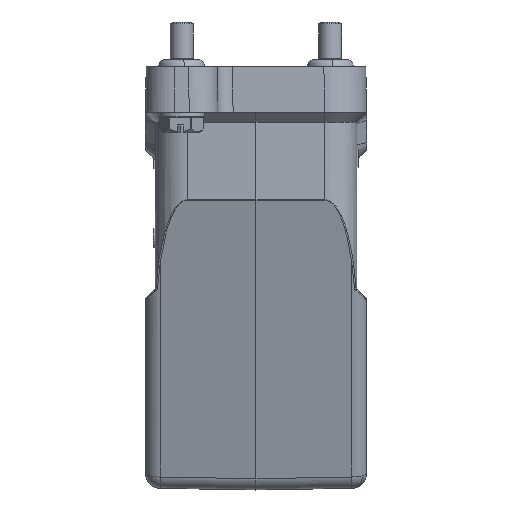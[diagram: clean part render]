
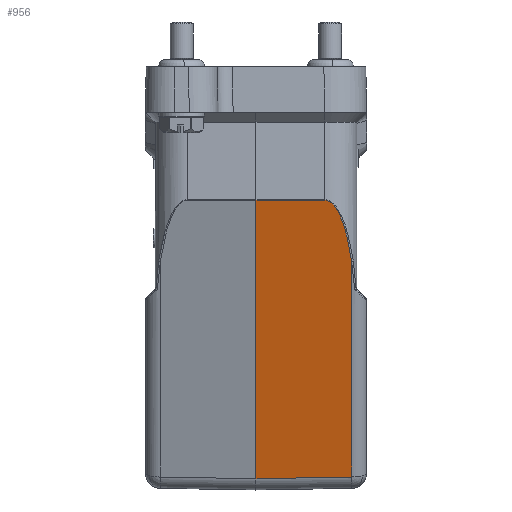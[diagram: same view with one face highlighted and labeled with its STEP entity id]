
A CAD part, left-side view. The second image highlights one B-rep face of the part: STEP entity #956.
In plain terms, the highlighted planar face has unit normal (-0.966, -0.018, -0.259).
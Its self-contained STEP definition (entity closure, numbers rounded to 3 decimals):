
#436=PLANE('',#9233);
#956=ADVANCED_FACE('NONE',(#1575),#436,.F.);
#1575=FACE_OUTER_BOUND('',#2105,.T.);
#2105=EDGE_LOOP('',(#3262,#3263,#3264,#3265,#3266));
#2714=B_SPLINE_CURVE_WITH_KNOTS('',3,(#13395,#13396,#13397,#13398,#13399,
#13400,#13401,#13402,#13403,#13404,#13405,#13406,#13407,#13408,#13409,#13410,
#13411,#13412,#13413,#13414),.UNSPECIFIED.,.F.,.F.,(4,2,2,2,2,2,2,2,2,4),
(0.,0.031,0.063,0.125,0.188,0.25,0.375,0.5,0.75,
1.),.UNSPECIFIED.);
#3262=ORIENTED_EDGE('',*,*,#6668,.T.);
#3263=ORIENTED_EDGE('',*,*,#6565,.F.);
#3264=ORIENTED_EDGE('',*,*,#6664,.F.);
#3265=ORIENTED_EDGE('',*,*,#6669,.F.);
#3266=ORIENTED_EDGE('',*,*,#6670,.F.);
#5735=VERTEX_POINT('',#12623);
#5736=VERTEX_POINT('',#12632);
#5796=VERTEX_POINT('',#13351);
#5798=VERTEX_POINT('',#13394);
#5799=VERTEX_POINT('',#13415);
#6565=EDGE_CURVE('NONE',#5735,#5736,#7850,.T.);
#6664=EDGE_CURVE('NONE',#5796,#5735,#7888,.T.);
#6668=EDGE_CURVE('NONE',#5798,#5736,#7889,.T.);
#6669=EDGE_CURVE('NONE',#5799,#5796,#2714,.T.);
#6670=EDGE_CURVE('NONE',#5798,#5799,#7890,.T.);
#7850=LINE('',#12631,#8546);
#7888=LINE('',#13352,#8584);
#7889=LINE('',#13393,#8585);
#7890=LINE('',#13416,#8586);
#8546=VECTOR('',#10067,1.);
#8584=VECTOR('',#10183,1.);
#8585=VECTOR('',#10186,1.);
#8586=VECTOR('',#10187,1.);
#9233=AXIS2_PLACEMENT_3D('',#13417,#10188,#10189);
#10067=DIRECTION('',(-0.013,1.,-0.017));
#10183=DIRECTION('',(0.259,0.,-0.966));
#10186=DIRECTION('',(0.259,0.,-0.966));
#10187=DIRECTION('',(0.017,-1.,0.002));
#10188=DIRECTION('',(0.966,0.017,0.259));
#10189=DIRECTION('',(0.259,0.,-0.966));
#12623=CARTESIAN_POINT('',(-55.094,-25.07,-95.598));
#12631=CARTESIAN_POINT('',(-55.094,-25.07,-95.598));
#12632=CARTESIAN_POINT('',(-55.43,0.,-96.036));
#13351=CARTESIAN_POINT('',(-70.235,-25.07,-39.091));
#13352=CARTESIAN_POINT('',(-54.213,-25.07,-98.887));
#13393=CARTESIAN_POINT('',(-54.636,0.,-99.));
#13394=CARTESIAN_POINT('',(-74.983,0.,-23.064));
#13395=CARTESIAN_POINT('',(-74.668,-18.048,-23.022));
#13396=CARTESIAN_POINT('',(-74.664,-18.244,-23.022));
#13397=CARTESIAN_POINT('',(-74.654,-18.439,-23.048));
#13398=CARTESIAN_POINT('',(-74.62,-18.815,-23.149));
#13399=CARTESIAN_POINT('',(-74.597,-18.996,-23.223));
#13400=CARTESIAN_POINT('',(-74.515,-19.511,-23.494));
#13401=CARTESIAN_POINT('',(-74.444,-19.815,-23.739));
#13402=CARTESIAN_POINT('',(-74.289,-20.363,-24.281));
#13403=CARTESIAN_POINT('',(-74.204,-20.607,-24.58));
#13404=CARTESIAN_POINT('',(-74.029,-21.054,-25.204));
#13405=CARTESIAN_POINT('',(-73.938,-21.257,-25.531));
#13406=CARTESIAN_POINT('',(-73.659,-21.823,-26.533));
#13407=CARTESIAN_POINT('',(-73.466,-22.142,-27.231));
#13408=CARTESIAN_POINT('',(-73.075,-22.714,-28.653));
#13409=CARTESIAN_POINT('',(-72.876,-22.965,-29.377));
#13410=CARTESIAN_POINT('',(-72.276,-23.647,-31.571));
#13411=CARTESIAN_POINT('',(-71.87,-24.009,-33.061));
#13412=CARTESIAN_POINT('',(-71.055,-24.619,-36.062));
#13413=CARTESIAN_POINT('',(-70.646,-24.866,-37.573));
#13414=CARTESIAN_POINT('',(-70.235,-25.07,-39.091));
#13415=CARTESIAN_POINT('',(-74.668,-18.048,-23.022));
#13416=CARTESIAN_POINT('',(-74.989,0.347,-23.064));
#13417=CARTESIAN_POINT('',(-54.636,0.,-99.));
